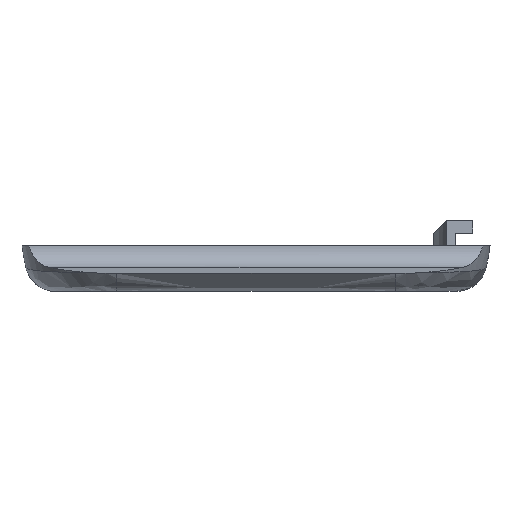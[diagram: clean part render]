
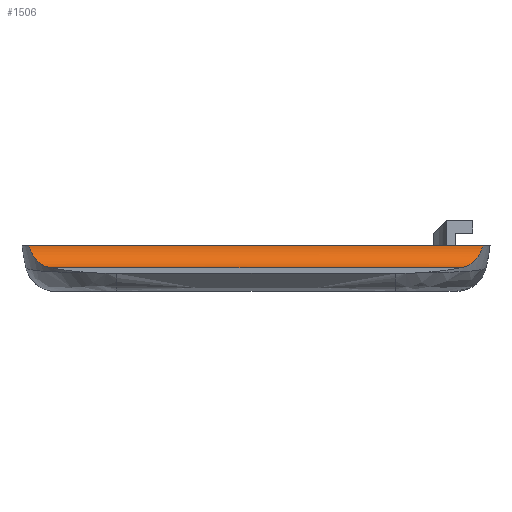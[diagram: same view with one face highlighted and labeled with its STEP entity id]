
A CAD part, front view. The second image highlights one B-rep face of the part: STEP entity #1506.
In plain terms, the highlighted cylindrical face has radius 1.772 mm (diameter 3.543 mm), a partial arc.
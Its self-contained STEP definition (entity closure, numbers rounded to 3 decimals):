
#83=B_SPLINE_CURVE_WITH_KNOTS('',3,(#3476,#3477,#3478,#3479,#3480,#3481,
#3482,#3483,#3484,#3485,#3486,#3487),.UNSPECIFIED.,.F.,.F.,(4,2,2,2,2,4),
(-0.811,-0.793,-0.679,-0.584,
-0.505,-0.499),.UNSPECIFIED.);
#87=B_SPLINE_CURVE_WITH_KNOTS('',3,(#3585,#3586,#3587,#3588,#3589,#3590,
#3591,#3592,#3593,#3594,#3595,#3596,#3597,#3598,#3599),.UNSPECIFIED.,.F.,
 .F.,(4,2,2,3,2,2,4),(-0.16,-0.15,-0.08,
0.,0.042,0.121,0.134),
 .UNSPECIFIED.);
#140=CYLINDRICAL_SURFACE('',#1612,1.771);
#215=FACE_OUTER_BOUND('',#306,.T.);
#306=EDGE_LOOP('',(#1351,#1352,#1353,#1354));
#383=LINE('',#2155,#516);
#440=LINE('',#3382,#573);
#516=VECTOR('',#1743,10.);
#573=VECTOR('',#1936,10.);
#647=VERTEX_POINT('',#2125);
#651=VERTEX_POINT('',#2144);
#724=VERTEX_POINT('',#3335);
#725=VERTEX_POINT('',#3359);
#810=EDGE_CURVE('',#651,#647,#383,.T.);
#930=EDGE_CURVE('',#725,#724,#440,.T.);
#934=EDGE_CURVE('',#724,#651,#83,.T.);
#938=EDGE_CURVE('',#647,#725,#87,.T.);
#1351=ORIENTED_EDGE('',*,*,#810,.F.);
#1352=ORIENTED_EDGE('',*,*,#934,.F.);
#1353=ORIENTED_EDGE('',*,*,#930,.F.);
#1354=ORIENTED_EDGE('',*,*,#938,.F.);
#1506=ADVANCED_FACE('',(#215),#140,.F.);
#1612=AXIS2_PLACEMENT_3D('',#3600,#1941,#1942);
#1743=DIRECTION('',(1.,0.,0.));
#1936=DIRECTION('',(-1.,0.,0.));
#1941=DIRECTION('center_axis',(-1.,0.,0.));
#1942=DIRECTION('ref_axis',(0.,0.208,-0.978));
#2125=CARTESIAN_POINT('',(17.931,-19.819,-8.9));
#2144=CARTESIAN_POINT('',(-17.931,-19.819,-8.9));
#2155=CARTESIAN_POINT('',(20.,-19.819,-8.9));
#3335=CARTESIAN_POINT('',(-16.299,-21.221,-10.614));
#3359=CARTESIAN_POINT('',(16.299,-21.221,-10.614));
#3382=CARTESIAN_POINT('',(20.,-21.221,-10.614));
#3476=CARTESIAN_POINT('Ctrl Pts',(-16.299,-21.221,-10.614));
#3477=CARTESIAN_POINT('Ctrl Pts',(-16.345,-21.178,-10.605));
#3478=CARTESIAN_POINT('Ctrl Pts',(-16.39,-21.135,-10.594));
#3479=CARTESIAN_POINT('Ctrl Pts',(-16.72,-20.825,-10.503));
#3480=CARTESIAN_POINT('Ctrl Pts',(-16.98,-20.575,-10.361));
#3481=CARTESIAN_POINT('Ctrl Pts',(-17.392,-20.19,-9.993));
#3482=CARTESIAN_POINT('Ctrl Pts',(-17.547,-20.05,-9.79));
#3483=CARTESIAN_POINT('Ctrl Pts',(-17.773,-19.878,-9.377));
#3484=CARTESIAN_POINT('Ctrl Pts',(-17.857,-19.829,-9.17));
#3485=CARTESIAN_POINT('Ctrl Pts',(-17.922,-19.819,-8.934));
#3486=CARTESIAN_POINT('Ctrl Pts',(-17.927,-19.819,-8.917));
#3487=CARTESIAN_POINT('Ctrl Pts',(-17.931,-19.819,-8.9));
#3585=CARTESIAN_POINT('Ctrl Pts',(17.931,-19.819,-8.9));
#3586=CARTESIAN_POINT('Ctrl Pts',(17.922,-19.819,-8.934));
#3587=CARTESIAN_POINT('Ctrl Pts',(17.913,-19.821,-8.968));
#3588=CARTESIAN_POINT('Ctrl Pts',(17.838,-19.838,-9.222));
#3589=CARTESIAN_POINT('Ctrl Pts',(17.75,-19.893,-9.429));
#3590=CARTESIAN_POINT('Ctrl Pts',(17.518,-20.076,-9.83));
#3591=CARTESIAN_POINT('Ctrl Pts',(17.371,-20.21,-10.011));
#3592=CARTESIAN_POINT('Ctrl Pts',(17.208,-20.362,-10.158));
#3593=CARTESIAN_POINT('Ctrl Pts',(17.123,-20.441,-10.234));
#3594=CARTESIAN_POINT('Ctrl Pts',(17.034,-20.525,-10.301));
#3595=CARTESIAN_POINT('Ctrl Pts',(16.767,-20.779,-10.469));
#3596=CARTESIAN_POINT('Ctrl Pts',(16.581,-20.957,-10.546));
#3597=CARTESIAN_POINT('Ctrl Pts',(16.36,-21.164,-10.601));
#3598=CARTESIAN_POINT('Ctrl Pts',(16.33,-21.193,-10.608));
#3599=CARTESIAN_POINT('Ctrl Pts',(16.299,-21.221,-10.614));
#3600=CARTESIAN_POINT('Origin',(20.,-21.59,-8.881));
